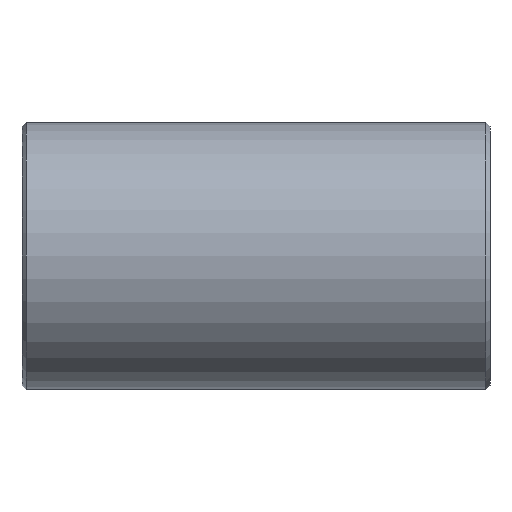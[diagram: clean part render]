
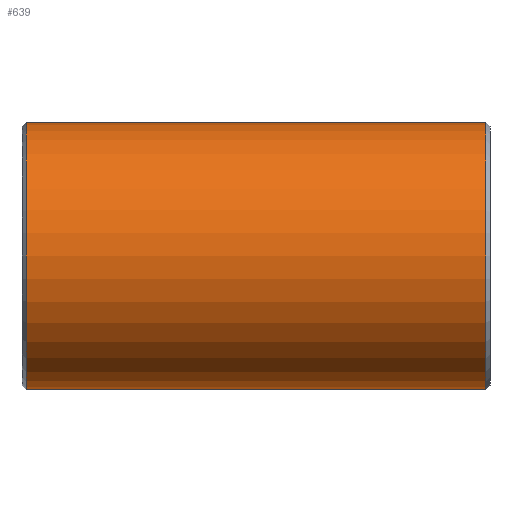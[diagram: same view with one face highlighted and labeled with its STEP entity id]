
A CAD part, front view. The second image highlights one B-rep face of the part: STEP entity #639.
In plain terms, the highlighted cylindrical face has radius 70.65 mm (diameter 141.3 mm), a partial arc.
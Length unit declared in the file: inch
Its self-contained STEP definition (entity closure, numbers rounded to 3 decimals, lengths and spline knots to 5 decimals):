
#16 = FACE_OUTER_BOUND ( 'NONE', #99, .T. ) ;
#48 = LINE ( 'NONE', #465, #529 ) ;
#60 = CARTESIAN_POINT ( 'NONE',  ( -4.794, 0., -2.7815 ) ) ;
#75 = DIRECTION ( 'NONE',  ( 0., 0., -1. ) ) ;
#90 = AXIS2_PLACEMENT_3D ( 'NONE', #113, #308, #660 ) ;
#99 = EDGE_LOOP ( 'NONE', ( #137, #349, #542, #355 ) ) ;
#113 = CARTESIAN_POINT ( 'NONE',  ( -4.794, 0., 0. ) ) ;
#129 = CARTESIAN_POINT ( 'NONE',  ( 4.794, 0., 0. ) ) ;
#134 = DIRECTION ( 'NONE',  ( -1., 0., 0. ) ) ;
#137 = ORIENTED_EDGE ( 'NONE', *, *, #684, .F. ) ;
#142 = EDGE_CURVE ( 'NONE', #598, #671, #48, .T. ) ;
#191 = DIRECTION ( 'NONE',  ( -1., 0., 0. ) ) ;
#259 = CARTESIAN_POINT ( 'NONE',  ( 4.794, 0., -2.7815 ) ) ;
#298 = DIRECTION ( 'NONE',  ( -1., 0., 0. ) ) ;
#308 = DIRECTION ( 'NONE',  ( 1., 0., 0. ) ) ;
#315 = CARTESIAN_POINT ( 'NONE',  ( -4.794, 0., 2.7815 ) ) ;
#318 = VECTOR ( 'NONE', #191, 39.37008 ) ;
#349 = ORIENTED_EDGE ( 'NONE', *, *, #628, .T. ) ;
#355 = ORIENTED_EDGE ( 'NONE', *, *, #501, .T. ) ;
#382 = LINE ( 'NONE', #733, #318 ) ;
#386 = CYLINDRICAL_SURFACE ( 'NONE', #530, 2.7815 ) ;
#439 = DIRECTION ( 'NONE',  ( 0., 0., 1. ) ) ;
#465 = CARTESIAN_POINT ( 'NONE',  ( 4.88, 0., 2.7815 ) ) ;
#501 = EDGE_CURVE ( 'NONE', #671, #549, #768, .T. ) ;
#529 = VECTOR ( 'NONE', #298, 39.37008 ) ;
#530 = AXIS2_PLACEMENT_3D ( 'NONE', #676, #134, #439 ) ;
#542 = ORIENTED_EDGE ( 'NONE', *, *, #142, .T. ) ;
#549 = VERTEX_POINT ( 'NONE', #60 ) ;
#598 = VERTEX_POINT ( 'NONE', #624 ) ;
#601 = VERTEX_POINT ( 'NONE', #259 ) ;
#624 = CARTESIAN_POINT ( 'NONE',  ( 4.794, 0., 2.7815 ) ) ;
#628 = EDGE_CURVE ( 'NONE', #601, #598, #644, .T. ) ;
#639 = ADVANCED_FACE ( 'NONE', ( #16 ), #386, .T. ) ;
#644 = CIRCLE ( 'NONE', #695, 2.7815 ) ;
#660 = DIRECTION ( 'NONE',  ( 0., 0., 1. ) ) ;
#671 = VERTEX_POINT ( 'NONE', #315 ) ;
#676 = CARTESIAN_POINT ( 'NONE',  ( 4.88, 0., 0. ) ) ;
#684 = EDGE_CURVE ( 'NONE', #601, #549, #382, .T. ) ;
#695 = AXIS2_PLACEMENT_3D ( 'NONE', #129, #744, #75 ) ;
#733 = CARTESIAN_POINT ( 'NONE',  ( 4.88, 0., -2.7815 ) ) ;
#744 = DIRECTION ( 'NONE',  ( -1., 0., 0. ) ) ;
#768 = CIRCLE ( 'NONE', #90, 2.7815 ) ;
